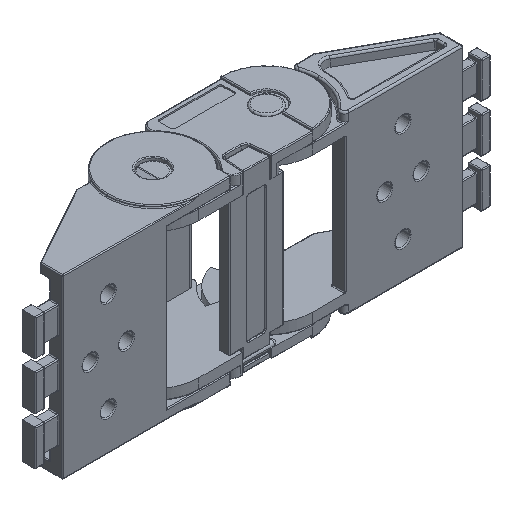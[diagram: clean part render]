
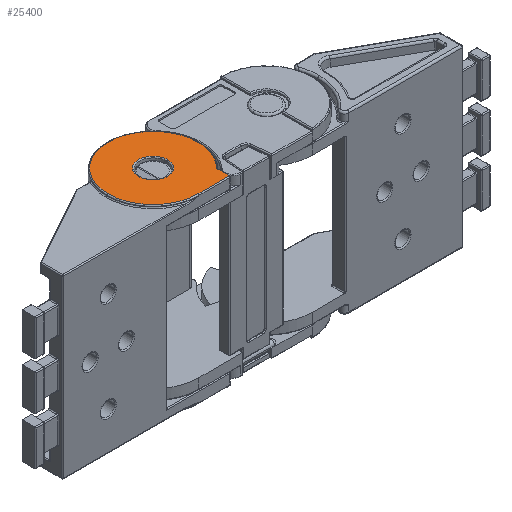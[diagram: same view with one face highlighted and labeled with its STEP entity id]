
A CAD part, isometric view. The second image highlights one B-rep face of the part: STEP entity #25400.
In plain terms, the highlighted planar face has unit normal (0, 0, 1).
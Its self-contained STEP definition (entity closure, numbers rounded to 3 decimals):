
#263 = LINE ( 'NONE', #8851, #11146 ) ;
#557 = DIRECTION ( 'NONE',  ( 1., 0., 0. ) ) ;
#1970 = CARTESIAN_POINT ( 'NONE',  ( -2.7, 0., 17.9 ) ) ;
#2300 = EDGE_CURVE ( 'NONE', #16448, #6456, #6427, .T. ) ;
#2979 = CARTESIAN_POINT ( 'NONE',  ( -12.6, 0., 17.9 ) ) ;
#3442 = CARTESIAN_POINT ( 'NONE',  ( -5.6, -7.281, 17.9 ) ) ;
#3686 = FACE_OUTER_BOUND ( 'NONE', #17039, .T. ) ;
#3966 = EDGE_CURVE ( 'NONE', #5961, #23985, #7592, .T. ) ;
#4256 = CARTESIAN_POINT ( 'NONE',  ( -12.6, 0., 17.9 ) ) ;
#4417 = EDGE_CURVE ( 'NONE', #22168, #7914, #14921, .T. ) ;
#4848 = CARTESIAN_POINT ( 'NONE',  ( -12.6, 0., 17.9 ) ) ;
#4918 = ORIENTED_EDGE ( 'NONE', *, *, #2300, .T. ) ;
#5451 = DIRECTION ( 'NONE',  ( -1., 0., 0. ) ) ;
#5961 = VERTEX_POINT ( 'NONE', #9665 ) ;
#6341 = CARTESIAN_POINT ( 'NONE',  ( -12.6, 0., 17.9 ) ) ;
#6427 = CIRCLE ( 'NONE', #9572, 3.2 ) ;
#6456 = VERTEX_POINT ( 'NONE', #13477 ) ;
#6661 = ORIENTED_EDGE ( 'NONE', *, *, #25091, .T. ) ;
#7322 = CIRCLE ( 'NONE', #19975, 3.2 ) ;
#7592 = LINE ( 'NONE', #3442, #14306 ) ;
#7914 = VERTEX_POINT ( 'NONE', #13711 ) ;
#8748 = CARTESIAN_POINT ( 'NONE',  ( -15.8, 0., 17.9 ) ) ;
#8851 = CARTESIAN_POINT ( 'NONE',  ( -12.6, -9.9, 17.9 ) ) ;
#8944 = DIRECTION ( 'NONE',  ( 1., 0., 0. ) ) ;
#9551 = ORIENTED_EDGE ( 'NONE', *, *, #17699, .T. ) ;
#9572 = AXIS2_PLACEMENT_3D ( 'NONE', #2979, #25494, #15129 ) ;
#9576 = EDGE_CURVE ( 'NONE', #7914, #23985, #263, .T. ) ;
#9665 = CARTESIAN_POINT ( 'NONE',  ( -5.6, -7.001, 17.9 ) ) ;
#10103 = DIRECTION ( 'NONE',  ( 0., 0., 1. ) ) ;
#10462 = AXIS2_PLACEMENT_3D ( 'NONE', #13677, #19852, #5451 ) ;
#10741 = DIRECTION ( 'NONE',  ( 0., 0., 1. ) ) ;
#11146 = VECTOR ( 'NONE', #8944, 1000. ) ;
#12169 = VERTEX_POINT ( 'NONE', #1970 ) ;
#12330 = DIRECTION ( 'NONE',  ( 1., 0., 0. ) ) ;
#12499 = DIRECTION ( 'NONE',  ( 1., 0., 0. ) ) ;
#13092 = DIRECTION ( 'NONE',  ( 0., 0., 1. ) ) ;
#13477 = CARTESIAN_POINT ( 'NONE',  ( -9.4, 0., 17.9 ) ) ;
#13677 = CARTESIAN_POINT ( 'NONE',  ( -12.6, 0., 17.9 ) ) ;
#13711 = CARTESIAN_POINT ( 'NONE',  ( -12.6, -9.9, 17.9 ) ) ;
#14130 = AXIS2_PLACEMENT_3D ( 'NONE', #6341, #10103, #12330 ) ;
#14306 = VECTOR ( 'NONE', #25691, 1000. ) ;
#14921 = CIRCLE ( 'NONE', #15931, 9.9 ) ;
#15129 = DIRECTION ( 'NONE',  ( 1., 0., 0. ) ) ;
#15931 = AXIS2_PLACEMENT_3D ( 'NONE', #4848, #13092, #17160 ) ;
#16448 = VERTEX_POINT ( 'NONE', #8748 ) ;
#17039 = EDGE_LOOP ( 'NONE', ( #26475, #6661, #23144, #21357, #24258 ) ) ;
#17160 = DIRECTION ( 'NONE',  ( 1., 0., 0. ) ) ;
#17198 = EDGE_LOOP ( 'NONE', ( #9551, #4918 ) ) ;
#17699 = EDGE_CURVE ( 'NONE', #6456, #16448, #7322, .T. ) ;
#18743 = CIRCLE ( 'NONE', #26446, 9.9 ) ;
#19721 = CIRCLE ( 'NONE', #14130, 9.9 ) ;
#19852 = DIRECTION ( 'NONE',  ( 0., 0., 1. ) ) ;
#19975 = AXIS2_PLACEMENT_3D ( 'NONE', #4256, #22575, #12499 ) ;
#21357 = ORIENTED_EDGE ( 'NONE', *, *, #4417, .T. ) ;
#22168 = VERTEX_POINT ( 'NONE', #25824 ) ;
#22575 = DIRECTION ( 'NONE',  ( 0., 0., -1. ) ) ;
#22982 = CARTESIAN_POINT ( 'NONE',  ( -12.6, 0., 17.9 ) ) ;
#23144 = ORIENTED_EDGE ( 'NONE', *, *, #24656, .T. ) ;
#23985 = VERTEX_POINT ( 'NONE', #25506 ) ;
#24258 = ORIENTED_EDGE ( 'NONE', *, *, #9576, .T. ) ;
#24656 = EDGE_CURVE ( 'NONE', #12169, #22168, #19721, .T. ) ;
#25091 = EDGE_CURVE ( 'NONE', #5961, #12169, #18743, .T. ) ;
#25400 = ADVANCED_FACE ( 'NONE', ( #26068, #3686 ), #25915, .T. ) ;
#25494 = DIRECTION ( 'NONE',  ( 0., 0., -1. ) ) ;
#25506 = CARTESIAN_POINT ( 'NONE',  ( -5.6, -9.9, 17.9 ) ) ;
#25691 = DIRECTION ( 'NONE',  ( 0., -1., 0. ) ) ;
#25824 = CARTESIAN_POINT ( 'NONE',  ( -22.5, 0., 17.9 ) ) ;
#25915 = PLANE ( 'NONE',  #10462 ) ;
#26068 = FACE_BOUND ( 'NONE', #17198, .T. ) ;
#26446 = AXIS2_PLACEMENT_3D ( 'NONE', #22982, #10741, #557 ) ;
#26475 = ORIENTED_EDGE ( 'NONE', *, *, #3966, .F. ) ;
